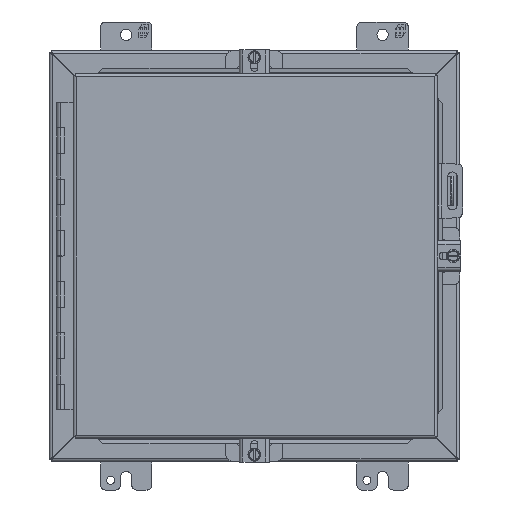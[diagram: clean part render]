
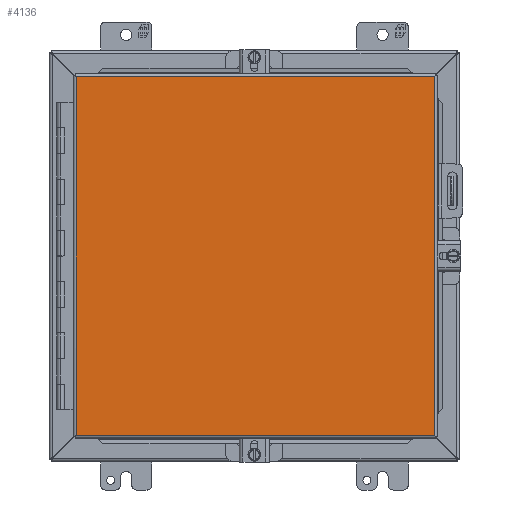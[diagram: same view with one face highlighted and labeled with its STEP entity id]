
A CAD part, front view. The second image highlights one B-rep face of the part: STEP entity #4136.
In plain terms, the highlighted planar face has unit normal (0, -1, 0).
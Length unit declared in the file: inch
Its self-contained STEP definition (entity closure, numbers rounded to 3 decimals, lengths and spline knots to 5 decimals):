
#314 = ORIENTED_EDGE ( 'NONE', *, *, #959, .F. ) ;
#959 = EDGE_CURVE ( 'NONE', #12481, #6069, #37153, .T. ) ;
#1301 = VERTEX_POINT ( 'NONE', #22228 ) ;
#2647 = CARTESIAN_POINT ( 'NONE',  ( -6.954, -7.21, -6.9945 ) ) ;
#4136 = ADVANCED_FACE ( 'NONE', ( #27411 ), #9864, .T. ) ;
#6069 = VERTEX_POINT ( 'NONE', #23507 ) ;
#6383 = VECTOR ( 'NONE', #7454, 39.37008 ) ;
#7454 = DIRECTION ( 'NONE',  ( 0., 0., -1. ) ) ;
#9864 = PLANE ( 'NONE',  #30084 ) ;
#12283 = VERTEX_POINT ( 'NONE', #29454 ) ;
#12481 = VERTEX_POINT ( 'NONE', #22234 ) ;
#14827 = EDGE_LOOP ( 'NONE', ( #26684, #314, #32916, #20787 ) ) ;
#16313 = DIRECTION ( 'NONE',  ( 0., -1., 0. ) ) ;
#17503 = LINE ( 'NONE', #2647, #19702 ) ;
#19702 = VECTOR ( 'NONE', #35436, 39.37008 ) ;
#19788 = VECTOR ( 'NONE', #22267, 39.37008 ) ;
#20787 = ORIENTED_EDGE ( 'NONE', *, *, #28925, .F. ) ;
#21769 = DIRECTION ( 'NONE',  ( 0., 0., -1. ) ) ;
#22228 = CARTESIAN_POINT ( 'NONE',  ( 7.018, -7.21, -6.9945 ) ) ;
#22234 = CARTESIAN_POINT ( 'NONE',  ( -6.954, -7.21, 6.9945 ) ) ;
#22267 = DIRECTION ( 'NONE',  ( -1., 0., 0. ) ) ;
#23507 = CARTESIAN_POINT ( 'NONE',  ( 7.018, -7.21, 6.9945 ) ) ;
#25438 = CARTESIAN_POINT ( 'NONE',  ( -6.954, -7.21, 6.9945 ) ) ;
#26684 = ORIENTED_EDGE ( 'NONE', *, *, #31561, .F. ) ;
#27411 = FACE_OUTER_BOUND ( 'NONE', #14827, .T. ) ;
#28925 = EDGE_CURVE ( 'NONE', #1301, #12283, #36887, .T. ) ;
#29454 = CARTESIAN_POINT ( 'NONE',  ( -6.954, -7.21, -6.9945 ) ) ;
#30084 = AXIS2_PLACEMENT_3D ( 'NONE', #37193, #16313, #21769 ) ;
#30834 = CARTESIAN_POINT ( 'NONE',  ( 7.018, -7.21, -6.9945 ) ) ;
#31561 = EDGE_CURVE ( 'NONE', #6069, #1301, #37314, .T. ) ;
#32073 = VECTOR ( 'NONE', #37341, 39.37008 ) ;
#32916 = ORIENTED_EDGE ( 'NONE', *, *, #36165, .F. ) ;
#34193 = CARTESIAN_POINT ( 'NONE',  ( 7.018, -7.21, 6.9945 ) ) ;
#35436 = DIRECTION ( 'NONE',  ( 0., 0., 1. ) ) ;
#36165 = EDGE_CURVE ( 'NONE', #12283, #12481, #17503, .T. ) ;
#36887 = LINE ( 'NONE', #30834, #19788 ) ;
#37153 = LINE ( 'NONE', #25438, #32073 ) ;
#37193 = CARTESIAN_POINT ( 'NONE',  ( -6.954, -7.21, -6.9945 ) ) ;
#37314 = LINE ( 'NONE', #34193, #6383 ) ;
#37341 = DIRECTION ( 'NONE',  ( 1., 0., 0. ) ) ;
